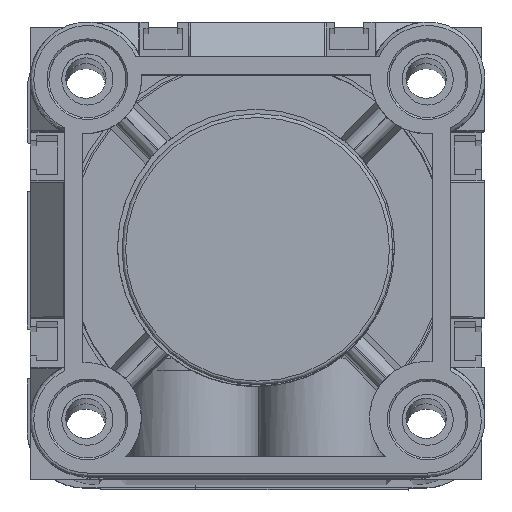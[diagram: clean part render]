
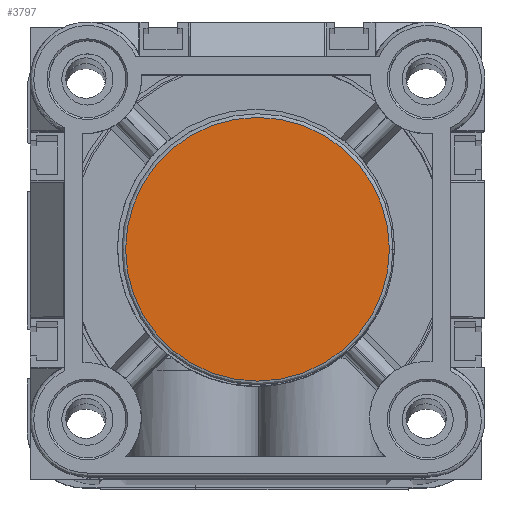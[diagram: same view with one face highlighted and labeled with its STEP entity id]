
A CAD part, top view. The second image highlights one B-rep face of the part: STEP entity #3797.
In plain terms, the highlighted face is planar.
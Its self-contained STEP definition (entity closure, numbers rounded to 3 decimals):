
#156 = CARTESIAN_POINT ( 'NONE',  ( 10.1, 32., -3.95 ) ) ;
#2627 = ORIENTED_EDGE ( 'NONE', *, *, #11636, .T. ) ;
#3450 = VERTEX_POINT ( 'NONE', #9157 ) ;
#3797 = ADVANCED_FACE ( 'NONE', ( #6991 ), #25443, .F. ) ;
#6042 = DIRECTION ( 'NONE',  ( 0., 0., -1. ) ) ;
#6775 = EDGE_CURVE ( 'NONE', #27303, #3450, #32175, .T. ) ;
#6991 = FACE_OUTER_BOUND ( 'NONE', #30652, .T. ) ;
#7481 = ORIENTED_EDGE ( 'NONE', *, *, #6775, .T. ) ;
#9157 = CARTESIAN_POINT ( 'NONE',  ( 53.9, 32., -3.95 ) ) ;
#9423 = AXIS2_PLACEMENT_3D ( 'NONE', #21656, #6042, #24273 ) ;
#10906 = CARTESIAN_POINT ( 'NONE',  ( 32., 32., -3.95 ) ) ;
#11636 = EDGE_CURVE ( 'NONE', #3450, #27303, #30786, .T. ) ;
#12504 = DIRECTION ( 'NONE',  ( 0., 0., 1. ) ) ;
#13519 = DIRECTION ( 'NONE',  ( 1., 0., 0. ) ) ;
#19001 = AXIS2_PLACEMENT_3D ( 'NONE', #10906, #29092, #13519 ) ;
#21656 = CARTESIAN_POINT ( 'NONE',  ( 32., 32., -3.95 ) ) ;
#22801 = CARTESIAN_POINT ( 'NONE',  ( 0., 0., -3.95 ) ) ;
#23057 = AXIS2_PLACEMENT_3D ( 'NONE', #22801, #12504, #30661 ) ;
#24273 = DIRECTION ( 'NONE',  ( 1., 0., 0. ) ) ;
#25443 = PLANE ( 'NONE',  #23057 ) ;
#27303 = VERTEX_POINT ( 'NONE', #156 ) ;
#29092 = DIRECTION ( 'NONE',  ( 0., 0., -1. ) ) ;
#30652 = EDGE_LOOP ( 'NONE', ( #2627, #7481 ) ) ;
#30661 = DIRECTION ( 'NONE',  ( 1., 0., 0. ) ) ;
#30786 = CIRCLE ( 'NONE', #19001, 21.9 ) ;
#32175 = CIRCLE ( 'NONE', #9423, 21.9 ) ;
